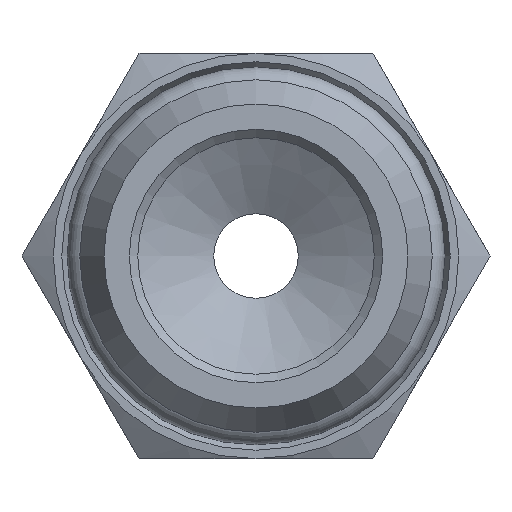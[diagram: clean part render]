
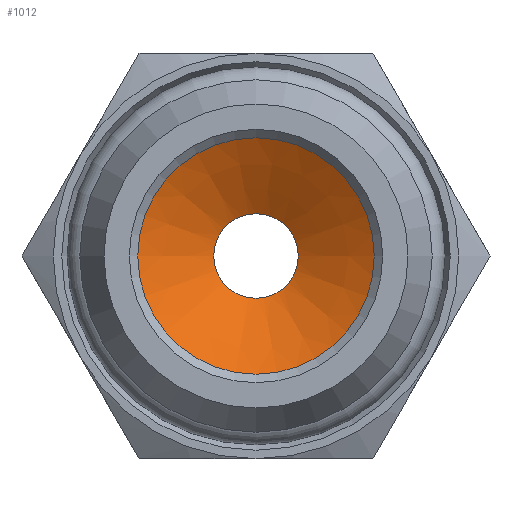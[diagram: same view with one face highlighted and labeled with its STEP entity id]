
A CAD part, front view. The second image highlights one B-rep face of the part: STEP entity #1012.
In plain terms, the highlighted conical face has half-angle 60 degrees and reference radius 7 mm.
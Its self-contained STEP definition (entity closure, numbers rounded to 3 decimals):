
#140 = FACE_BOUND ( 'NONE', #158, .T. ) ;
#158 = EDGE_LOOP ( 'NONE', ( #315 ) ) ;
#205 = EDGE_LOOP ( 'NONE', ( #316 ) ) ;
#315 = ORIENTED_EDGE ( 'NONE', *, *, #1042, .T. ) ;
#316 = ORIENTED_EDGE ( 'NONE', *, *, #1043, .F. ) ;
#403 = CONICAL_SURFACE ( 'NONE', #1134, 7., 1.047 ) ;
#415 = FACE_OUTER_BOUND ( 'NONE', #205, .T. ) ;
#444 = DIRECTION ( 'NONE',  ( 0., -1., 0. ) ) ;
#497 = DIRECTION ( 'NONE',  ( 1., 0., 0. ) ) ;
#498 = CARTESIAN_POINT ( 'NONE',  ( 0., 11., 0. ) ) ;
#573 = CARTESIAN_POINT ( 'NONE',  ( -2.5, 13.598, 0. ) ) ;
#608 = CARTESIAN_POINT ( 'NONE',  ( -7., 11., 0. ) ) ;
#731 = DIRECTION ( 'NONE',  ( 0., 1., 0. ) ) ;
#775 = DIRECTION ( 'NONE',  ( -1., 0., 0. ) ) ;
#776 = DIRECTION ( 'NONE',  ( 0., 1., 0. ) ) ;
#777 = DIRECTION ( 'NONE',  ( -1., 0., 0. ) ) ;
#778 = CARTESIAN_POINT ( 'NONE',  ( 0., 13.598, 0. ) ) ;
#790 = CARTESIAN_POINT ( 'NONE',  ( 0., 11., 0. ) ) ;
#904 = CIRCLE ( 'NONE', #1101, 7. ) ;
#906 = CIRCLE ( 'NONE', #1102, 2.5 ) ;
#915 = VERTEX_POINT ( 'NONE', #573 ) ;
#916 = VERTEX_POINT ( 'NONE', #608 ) ;
#1012 = ADVANCED_FACE ( 'NONE', ( #140, #415 ), #403, .F. ) ;
#1042 = EDGE_CURVE ( 'NONE', #915, #915, #906, .T. ) ;
#1043 = EDGE_CURVE ( 'NONE', #916, #916, #904, .T. ) ;
#1101 = AXIS2_PLACEMENT_3D ( 'NONE', #790, #776, #775 ) ;
#1102 = AXIS2_PLACEMENT_3D ( 'NONE', #778, #731, #777 ) ;
#1134 = AXIS2_PLACEMENT_3D ( 'NONE', #498, #444, #497 ) ;
